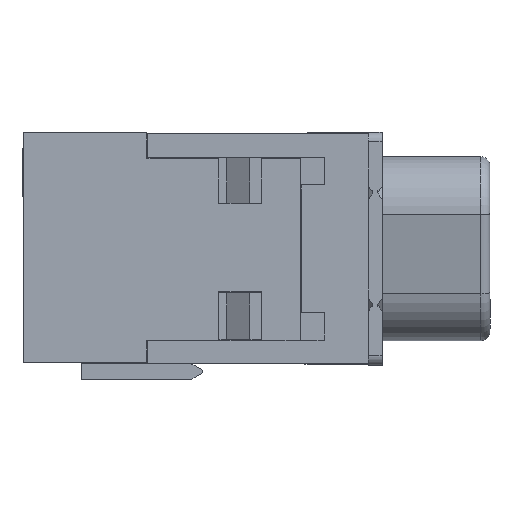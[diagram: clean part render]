
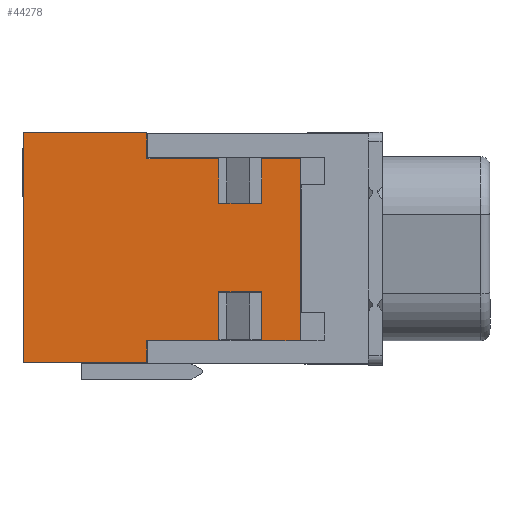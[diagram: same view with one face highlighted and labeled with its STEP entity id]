
A CAD part, left-side view. The second image highlights one B-rep face of the part: STEP entity #44278.
In plain terms, the highlighted planar face has unit normal (-1, 0, 0).
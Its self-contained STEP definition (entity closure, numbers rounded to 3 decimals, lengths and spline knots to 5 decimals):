
#1315=FACE_OUTER_BOUND('',#3529,.T.);
#3529=EDGE_LOOP('',(#29768,#29769,#29770,#29771,#29772,#29773,#29774,#29775,
#29776,#29777,#29778,#29779,#29780,#29781,#29782,#29783));
#8064=LINE('',#65271,#13214);
#8067=LINE('',#65276,#13217);
#8169=LINE('',#65487,#13319);
#8175=LINE('',#65498,#13325);
#8264=LINE('',#65810,#13414);
#8267=LINE('',#65815,#13417);
#8270=LINE('',#65822,#13420);
#8278=LINE('',#65837,#13428);
#8284=LINE('',#65847,#13434);
#8288=LINE('',#65854,#13438);
#8290=LINE('',#65857,#13440);
#8296=LINE('',#65869,#13446);
#8300=LINE('',#65877,#13450);
#8302=LINE('',#65881,#13452);
#8303=LINE('',#65884,#13453);
#8304=LINE('',#65885,#13454);
#13214=VECTOR('',#52451,0.3937);
#13217=VECTOR('',#52456,0.3937);
#13319=VECTOR('',#52610,0.3937);
#13325=VECTOR('',#52618,0.3937);
#13414=VECTOR('',#52773,0.3937);
#13417=VECTOR('',#52778,0.3937);
#13420=VECTOR('',#52783,0.3937);
#13428=VECTOR('',#52795,0.3937);
#13434=VECTOR('',#52807,0.3937);
#13438=VECTOR('',#52815,0.3937);
#13440=VECTOR('',#52819,0.3937);
#13446=VECTOR('',#52831,0.3937);
#13450=VECTOR('',#52839,0.3937);
#13452=VECTOR('',#52843,0.3937);
#13453=VECTOR('',#52846,0.3937);
#13454=VECTOR('',#52847,0.3937);
#18206=VERTEX_POINT('',#65268);
#18207=VERTEX_POINT('',#65270);
#18208=VERTEX_POINT('',#65274);
#18290=VERTEX_POINT('',#65484);
#18291=VERTEX_POINT('',#65486);
#18294=VERTEX_POINT('',#65495);
#18295=VERTEX_POINT('',#65497);
#18364=VERTEX_POINT('',#65807);
#18365=VERTEX_POINT('',#65809);
#18368=VERTEX_POINT('',#65819);
#18369=VERTEX_POINT('',#65821);
#18374=VERTEX_POINT('',#65836);
#18379=VERTEX_POINT('',#65867);
#18381=VERTEX_POINT('',#65875);
#18382=VERTEX_POINT('',#65879);
#18383=VERTEX_POINT('',#65883);
#22103=EDGE_CURVE('',#18207,#18206,#8064,.T.);
#22106=EDGE_CURVE('',#18206,#18208,#8067,.T.);
#22212=EDGE_CURVE('',#18291,#18290,#8169,.T.);
#22218=EDGE_CURVE('',#18295,#18294,#8175,.T.);
#22329=EDGE_CURVE('',#18364,#18365,#8264,.T.);
#22332=EDGE_CURVE('',#18364,#18207,#8267,.T.);
#22335=EDGE_CURVE('',#18369,#18368,#8270,.T.);
#22343=EDGE_CURVE('',#18374,#18369,#8278,.T.);
#22349=EDGE_CURVE('',#18294,#18374,#8284,.T.);
#22353=EDGE_CURVE('',#18368,#18291,#8288,.T.);
#22355=EDGE_CURVE('',#18290,#18365,#8290,.T.);
#22361=EDGE_CURVE('',#18208,#18379,#8296,.T.);
#22365=EDGE_CURVE('',#18379,#18381,#8300,.T.);
#22367=EDGE_CURVE('',#18381,#18382,#8302,.T.);
#22368=EDGE_CURVE('',#18383,#18382,#8303,.T.);
#22369=EDGE_CURVE('',#18383,#18295,#8304,.T.);
#29768=ORIENTED_EDGE('',*,*,#22349,.T.);
#29769=ORIENTED_EDGE('',*,*,#22343,.T.);
#29770=ORIENTED_EDGE('',*,*,#22335,.T.);
#29771=ORIENTED_EDGE('',*,*,#22353,.T.);
#29772=ORIENTED_EDGE('',*,*,#22212,.T.);
#29773=ORIENTED_EDGE('',*,*,#22355,.T.);
#29774=ORIENTED_EDGE('',*,*,#22329,.F.);
#29775=ORIENTED_EDGE('',*,*,#22332,.T.);
#29776=ORIENTED_EDGE('',*,*,#22103,.T.);
#29777=ORIENTED_EDGE('',*,*,#22106,.T.);
#29778=ORIENTED_EDGE('',*,*,#22361,.T.);
#29779=ORIENTED_EDGE('',*,*,#22365,.T.);
#29780=ORIENTED_EDGE('',*,*,#22367,.T.);
#29781=ORIENTED_EDGE('',*,*,#22368,.F.);
#29782=ORIENTED_EDGE('',*,*,#22369,.T.);
#29783=ORIENTED_EDGE('',*,*,#22218,.T.);
#40408=PLANE('',#46791);
#44278=ADVANCED_FACE('',(#1315),#40408,.T.);
#46791=AXIS2_PLACEMENT_3D('',#65882,#52844,#52845);
#52451=DIRECTION('',(0.,0.,-1.));
#52456=DIRECTION('',(0.,1.,0.));
#52610=DIRECTION('',(0.,0.,-1.));
#52618=DIRECTION('',(0.,-1.,0.));
#52773=DIRECTION('',(0.,0.,-1.));
#52778=DIRECTION('',(0.,1.,0.));
#52783=DIRECTION('',(0.,0.,1.));
#52795=DIRECTION('',(0.,-1.,0.));
#52807=DIRECTION('',(0.,0.,1.));
#52815=DIRECTION('',(0.,-1.,0.));
#52819=DIRECTION('',(0.,-1.,0.));
#52831=DIRECTION('',(0.,0.,1.));
#52839=DIRECTION('',(0.,1.,0.));
#52843=DIRECTION('',(0.,0.,1.));
#52844=DIRECTION('center_axis',(-1.,0.,0.));
#52845=DIRECTION('ref_axis',(0.,0.,-1.));
#52846=DIRECTION('',(0.,-1.,0.));
#52847=DIRECTION('',(0.,0.,-1.));
#65268=CARTESIAN_POINT('',(-0.51541,-0.07661,0.0974));
#65270=CARTESIAN_POINT('',(-0.51541,-0.07661,0.1936));
#65271=CARTESIAN_POINT('',(-0.51541,-0.07661,0.1734));
#65274=CARTESIAN_POINT('',(-0.51541,0.01539,0.0974));
#65276=CARTESIAN_POINT('',(-0.51541,0.22518,0.0974));
#65484=CARTESIAN_POINT('',(-0.51541,-0.07661,-0.1984));
#65486=CARTESIAN_POINT('',(-0.51541,-0.07661,-0.0926));
#65487=CARTESIAN_POINT('',(-0.51541,-0.07661,0.0255));
#65495=CARTESIAN_POINT('',(-0.51541,0.16998,-0.2446));
#65497=CARTESIAN_POINT('',(-0.51541,0.43498,-0.2446));
#65498=CARTESIAN_POINT('',(-0.51541,0.43498,-0.2446));
#65807=CARTESIAN_POINT('',(-0.51541,-0.16002,0.1936));
#65809=CARTESIAN_POINT('',(-0.51541,-0.16002,-0.1984));
#65810=CARTESIAN_POINT('',(-0.51541,-0.16002,-0.2446));
#65815=CARTESIAN_POINT('',(-0.51541,0.17918,0.1936));
#65819=CARTESIAN_POINT('',(-0.51541,0.01539,-0.0926));
#65821=CARTESIAN_POINT('',(-0.51541,0.01539,-0.1984));
#65822=CARTESIAN_POINT('',(-0.51541,0.01539,0.0784));
#65836=CARTESIAN_POINT('',(-0.51541,0.16998,-0.1984));
#65837=CARTESIAN_POINT('',(-0.51541,0.22518,-0.1984));
#65847=CARTESIAN_POINT('',(-0.51541,0.16998,0.0255));
#65854=CARTESIAN_POINT('',(-0.51541,0.17918,-0.0926));
#65857=CARTESIAN_POINT('',(-0.51541,0.13748,-0.1984));
#65867=CARTESIAN_POINT('',(-0.51541,0.01539,0.1936));
#65869=CARTESIAN_POINT('',(-0.51541,0.01539,0.2215));
#65875=CARTESIAN_POINT('',(-0.51541,0.16998,0.1936));
#65877=CARTESIAN_POINT('',(-0.51541,0.30248,0.1936));
#65879=CARTESIAN_POINT('',(-0.51541,0.16998,0.2494));
#65881=CARTESIAN_POINT('',(-0.51541,0.16998,0.2494));
#65882=CARTESIAN_POINT('Origin',(-0.51541,0.43498,0.2494));
#65883=CARTESIAN_POINT('',(-0.51541,0.43498,0.2494));
#65884=CARTESIAN_POINT('',(-0.51541,0.43498,0.2494));
#65885=CARTESIAN_POINT('',(-0.51541,0.43498,0.2494));
